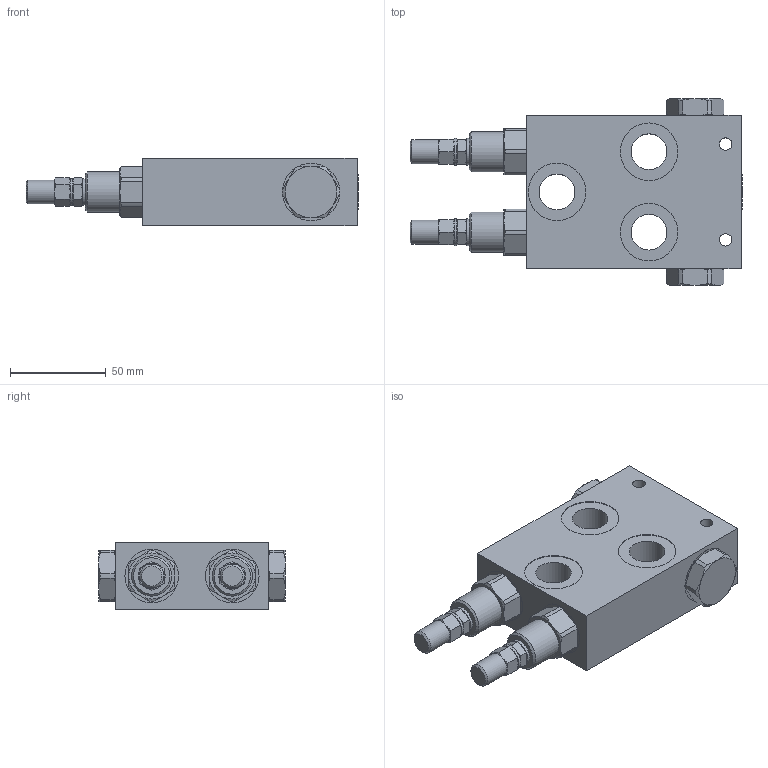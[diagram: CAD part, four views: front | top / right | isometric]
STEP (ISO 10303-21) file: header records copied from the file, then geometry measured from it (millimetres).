
FILE_DESCRIPTION(/* description */ ('Unknown'),/* implementation_level */ '2;1');
FILE_NAME(/* name */ 'V0508',/* time_stamp */ '2018-03-27T08:10:44+02:00',/* author */ ('Unknown'),/* organization */ ('Unknown'),/* preprocessor_version */ 'ST-DEVELOPER v16',/* originating_system */ 'DEX',/* authorisation */ $);
FILE_SCHEMA (('AUTOMOTIVE_DESIGN {1 0 10303 214 3 1 1}'));
Length unit declared in the file: millimetre
Products named in the file (1): V0508
Bounding box: 173.2 x 97.4 x 35 mm (x, y, z)
Volume: 324324 mm3; surface area: 46964.1 mm2
Topology: 1 solids, 2 shells, 212 faces, 470 edges, 292 vertices
Faces by surface type: plane 92, cone 68, cylinder 52
Full cylindrical faces by diameter (mm): 6.5 x2, 12.5 x2, 13.157 x1, 14 x5, 18 x1, 18.631 x3, 20 x1, 21 x2, 22 x1, 28 x2, 30 x8
Entity records: 6986 total; most frequent: CARTESIAN_POINT 1219, DIRECTION 884, ORIENTED_EDGE 860, EDGE_CURVE 430, AXIS2_PLACEMENT_3D 385, EDGE_LOOP 290, FACE_BOUND 290, VERTEX_POINT 288
